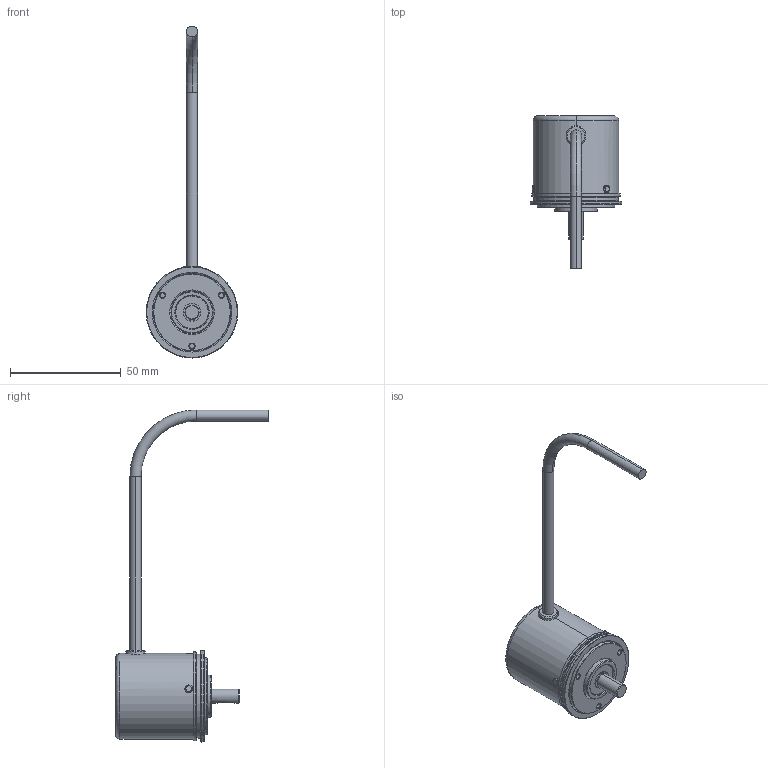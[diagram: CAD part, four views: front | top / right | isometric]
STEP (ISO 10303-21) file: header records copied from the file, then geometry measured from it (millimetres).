
FILE_DESCRIPTION (( 'STEP AP214' ), '1' );
FILE_NAME ('TRDA-2E1000BD.STEP', '2020-03-03T23:33:01', ( '' ), ( '' ), 'SwSTEP 2.0', 'SolidWorks 2017', '' );
FILE_SCHEMA (( 'AUTOMOTIVE_DESIGN' ));
Length unit declared in the file: inch
Products named in the file (1): TRDA-2E1000BD
Bounding box: 41.3 x 69 x 149.85 mm (x, y, z)
Volume: 52256.3 mm3; surface area: 10916.2 mm2
Topology: 3 solids, 3 shells, 146 faces, 382 edges, 252 vertices
Faces by surface type: cylinder 51, plane 38, cone 33, torus 21, bspline 3
Entity records: 6984 total; most frequent: CARTESIAN_POINT 2617, DIRECTION 772, ORIENTED_EDGE 760, EDGE_CURVE 380, AXIS2_PLACEMENT_3D 331, VERTEX_POINT 252, CIRCLE 187, EDGE_LOOP 164
